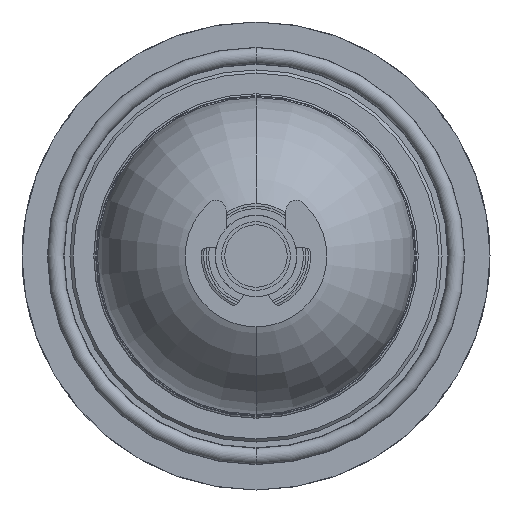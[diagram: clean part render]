
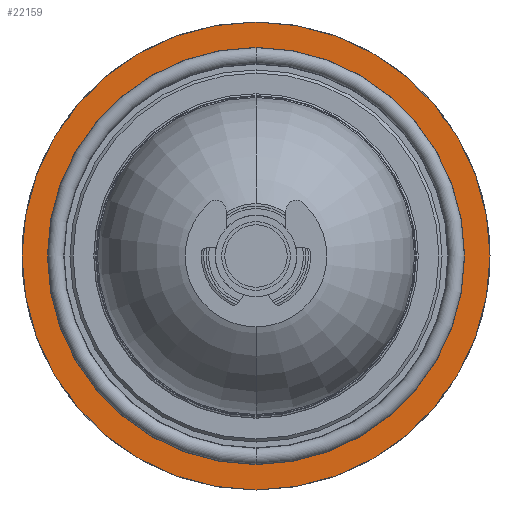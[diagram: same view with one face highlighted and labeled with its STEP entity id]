
A CAD part, front view. The second image highlights one B-rep face of the part: STEP entity #22159.
In plain terms, the highlighted planar face has unit normal (0, -1, 0).
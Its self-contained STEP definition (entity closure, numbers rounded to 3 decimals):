
#909 = AXIS2_PLACEMENT_3D ( 'NONE', #15220, #1739, #8390 ) ;
#1265 = AXIS2_PLACEMENT_3D ( 'NONE', #19948, #4374, #12686 ) ;
#1267 = AXIS2_PLACEMENT_3D ( 'NONE', #13693, #18849, #8331 ) ;
#1687 = EDGE_LOOP ( 'NONE', ( #13022, #15361 ) ) ;
#1739 = DIRECTION ( 'NONE',  ( 0., 1., 0. ) ) ;
#1847 = DIRECTION ( 'NONE',  ( 0., 0., 1. ) ) ;
#2468 = PLANE ( 'NONE',  #1265 ) ;
#3976 = CARTESIAN_POINT ( 'NONE',  ( 0., 0., 37.5 ) ) ;
#4374 = DIRECTION ( 'NONE',  ( 0., 1., 0. ) ) ;
#4743 = CIRCLE ( 'NONE', #20009, 37.5 ) ;
#5875 = VERTEX_POINT ( 'NONE', #18334 ) ;
#6428 = VERTEX_POINT ( 'NONE', #22470 ) ;
#8150 = DIRECTION ( 'NONE',  ( 0., 1., 0. ) ) ;
#8331 = DIRECTION ( 'NONE',  ( 0., 0., 1. ) ) ;
#8390 = DIRECTION ( 'NONE',  ( 0., 0., 1. ) ) ;
#9470 = FACE_BOUND ( 'NONE', #15497, .T. ) ;
#9729 = EDGE_CURVE ( 'NONE', #21783, #10458, #11380, .T. ) ;
#10209 = CARTESIAN_POINT ( 'NONE',  ( 0., 0., 0. ) ) ;
#10458 = VERTEX_POINT ( 'NONE', #3976 ) ;
#10882 = ORIENTED_EDGE ( 'NONE', *, *, #13305, .T. ) ;
#11040 = CIRCLE ( 'NONE', #1267, 33.4 ) ;
#11380 = CIRCLE ( 'NONE', #909, 37.5 ) ;
#11561 = CARTESIAN_POINT ( 'NONE',  ( 0., 0., 0. ) ) ;
#11939 = DIRECTION ( 'NONE',  ( 0., 1., 0. ) ) ;
#12686 = DIRECTION ( 'NONE',  ( 0., 0., 1. ) ) ;
#12796 = ORIENTED_EDGE ( 'NONE', *, *, #19913, .T. ) ;
#12993 = FACE_OUTER_BOUND ( 'NONE', #1687, .T. ) ;
#13022 = ORIENTED_EDGE ( 'NONE', *, *, #20827, .F. ) ;
#13305 = EDGE_CURVE ( 'NONE', #5875, #6428, #11040, .T. ) ;
#13693 = CARTESIAN_POINT ( 'NONE',  ( 0., 0., 0. ) ) ;
#15220 = CARTESIAN_POINT ( 'NONE',  ( 0., 0., 0. ) ) ;
#15361 = ORIENTED_EDGE ( 'NONE', *, *, #9729, .F. ) ;
#15497 = EDGE_LOOP ( 'NONE', ( #10882, #12796 ) ) ;
#16336 = AXIS2_PLACEMENT_3D ( 'NONE', #10209, #11939, #1847 ) ;
#18334 = CARTESIAN_POINT ( 'NONE',  ( 0., 0., 33.4 ) ) ;
#18849 = DIRECTION ( 'NONE',  ( 0., 1., 0. ) ) ;
#19913 = EDGE_CURVE ( 'NONE', #6428, #5875, #22160, .T. ) ;
#19948 = CARTESIAN_POINT ( 'NONE',  ( 37.5, 0., 0. ) ) ;
#20009 = AXIS2_PLACEMENT_3D ( 'NONE', #11561, #8150, #20232 ) ;
#20232 = DIRECTION ( 'NONE',  ( 0., 0., 1. ) ) ;
#20827 = EDGE_CURVE ( 'NONE', #10458, #21783, #4743, .T. ) ;
#21756 = CARTESIAN_POINT ( 'NONE',  ( 0., 0., -37.5 ) ) ;
#21783 = VERTEX_POINT ( 'NONE', #21756 ) ;
#22159 = ADVANCED_FACE ( 'NONE', ( #12993, #9470 ), #2468, .F. ) ;
#22160 = CIRCLE ( 'NONE', #16336, 33.4 ) ;
#22470 = CARTESIAN_POINT ( 'NONE',  ( 0., 0., -33.4 ) ) ;
